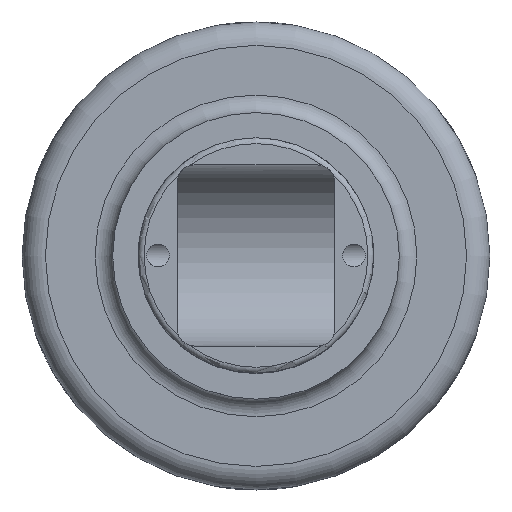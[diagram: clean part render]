
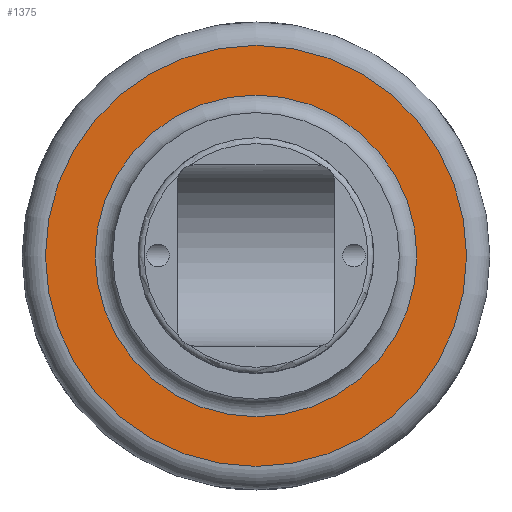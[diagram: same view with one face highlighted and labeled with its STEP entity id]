
A CAD part, top view. The second image highlights one B-rep face of the part: STEP entity #1375.
In plain terms, the highlighted planar face has unit normal (0, 0, 1).
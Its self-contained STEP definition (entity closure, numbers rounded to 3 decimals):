
#120=FACE_BOUND('',#290,.T.);
#198=FACE_OUTER_BOUND('',#289,.T.);
#289=EDGE_LOOP('',(#1201));
#290=EDGE_LOOP('',(#1202));
#527=CIRCLE('',#1531,27.5);
#528=CIRCLE('',#1533,36.);
#661=VERTEX_POINT('',#2910);
#662=VERTEX_POINT('',#2914);
#854=EDGE_CURVE('',#661,#661,#527,.T.);
#855=EDGE_CURVE('',#662,#662,#528,.T.);
#1201=ORIENTED_EDGE('',*,*,#855,.F.);
#1202=ORIENTED_EDGE('',*,*,#854,.F.);
#1311=PLANE('',#1532);
#1375=ADVANCED_FACE('',(#198,#120),#1311,.T.);
#1531=AXIS2_PLACEMENT_3D('',#2912,#1878,#1879);
#1532=AXIS2_PLACEMENT_3D('',#2913,#1880,#1881);
#1533=AXIS2_PLACEMENT_3D('',#2915,#1882,#1883);
#1878=DIRECTION('center_axis',(0.,0.,1.));
#1879=DIRECTION('ref_axis',(-1.,0.,0.));
#1880=DIRECTION('center_axis',(0.,0.,1.));
#1881=DIRECTION('ref_axis',(1.,0.,0.));
#1882=DIRECTION('center_axis',(0.,0.,-1.));
#1883=DIRECTION('ref_axis',(1.,0.,0.));
#2910=CARTESIAN_POINT('',(27.5,0.,20.));
#2912=CARTESIAN_POINT('Origin',(0.,0.,20.));
#2913=CARTESIAN_POINT('Origin',(0.,0.,20.));
#2914=CARTESIAN_POINT('',(-36.,0.,20.));
#2915=CARTESIAN_POINT('Origin',(0.,0.,20.));
